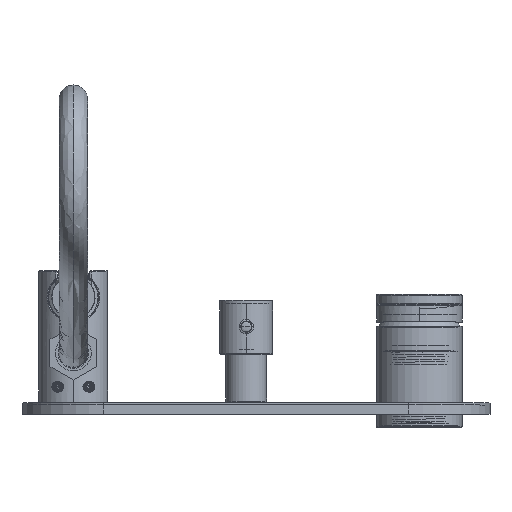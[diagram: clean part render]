
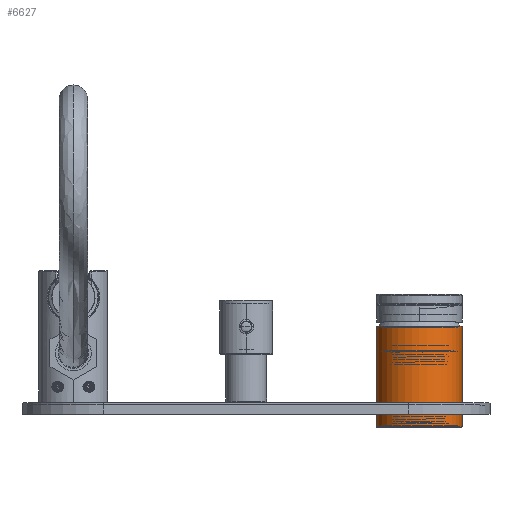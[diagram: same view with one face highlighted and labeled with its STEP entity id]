
A CAD part, top view. The second image highlights one B-rep face of the part: STEP entity #6627.
In plain terms, the highlighted cylindrical face has radius 21 mm (diameter 42 mm), a partial arc.
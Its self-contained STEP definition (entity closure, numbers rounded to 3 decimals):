
#6383=CARTESIAN_POINT('',(0.,49.6,0.));
#6384=DIRECTION('',(0.,-1.,0.));
#6385=DIRECTION('',(1.,0.,0.));
#6386=AXIS2_PLACEMENT_3D('',#6383,#6384,#6385);
#6403=DIRECTION('',(0.,1.,0.));
#6404=VECTOR('',#6403,49.4);
#6405=CARTESIAN_POINT('',(-21.,0.2,0.));
#6406=LINE('',#6405,#6404);
#6407=CARTESIAN_POINT('',(0.,0.2,0.));
#6408=DIRECTION('',(0.,1.,0.));
#6409=DIRECTION('',(-1.,0.,0.));
#6410=AXIS2_PLACEMENT_3D('',#6407,#6408,#6409);
#6412=CARTESIAN_POINT('',(0.,0.2,0.));
#6413=DIRECTION('',(0.,1.,0.));
#6414=DIRECTION('',(0.,0.,1.));
#6415=AXIS2_PLACEMENT_3D('',#6412,#6413,#6414);
#6465=DIRECTION('',(0.,1.,0.));
#6466=VECTOR('',#6465,49.4);
#6467=CARTESIAN_POINT('',(21.,0.2,0.));
#6468=LINE('',#6467,#6466);
#6545=CARTESIAN_POINT('',(21.,49.6,0.));
#6546=CARTESIAN_POINT('',(-21.,49.6,0.));
#6547=VERTEX_POINT('',#6545);
#6548=VERTEX_POINT('',#6546);
#6553=CARTESIAN_POINT('',(0.,0.2,21.));
#6554=CARTESIAN_POINT('',(21.,0.2,0.));
#6555=VERTEX_POINT('',#6553);
#6556=VERTEX_POINT('',#6554);
#6557=CARTESIAN_POINT('',(-21.,0.2,0.));
#6558=VERTEX_POINT('',#6557);
#6611=CARTESIAN_POINT('',(0.,52.08,0.));
#6612=DIRECTION('',(0.,-1.,0.));
#6613=DIRECTION('',(-1.,0.,0.));
#6614=AXIS2_PLACEMENT_3D('',#6611,#6612,#6613);
#6615=CYLINDRICAL_SURFACE('',#6614,21.);
#6617=ORIENTED_EDGE('',*,*,#6616,.F.);
#6619=ORIENTED_EDGE('',*,*,#6618,.F.);
#6621=ORIENTED_EDGE('',*,*,#6620,.T.);
#6622=ORIENTED_EDGE('',*,*,#6598,.F.);
#6624=ORIENTED_EDGE('',*,*,#6623,.F.);
#6625=EDGE_LOOP('',(#6617,#6619,#6621,#6622,#6624));
#6626=FACE_OUTER_BOUND('',#6625,.F.);
#6387=CIRCLE('',#6386,21.);
#6411=CIRCLE('',#6410,21.);
#6416=CIRCLE('',#6415,21.);
#6598=EDGE_CURVE('',#6547,#6548,#6387,.T.);
#6616=EDGE_CURVE('',#6555,#6556,#6416,.T.);
#6618=EDGE_CURVE('',#6558,#6555,#6411,.T.);
#6620=EDGE_CURVE('',#6558,#6548,#6406,.T.);
#6623=EDGE_CURVE('',#6556,#6547,#6468,.T.);
#6627=ADVANCED_FACE('',(#6626),#6615,.T.);
